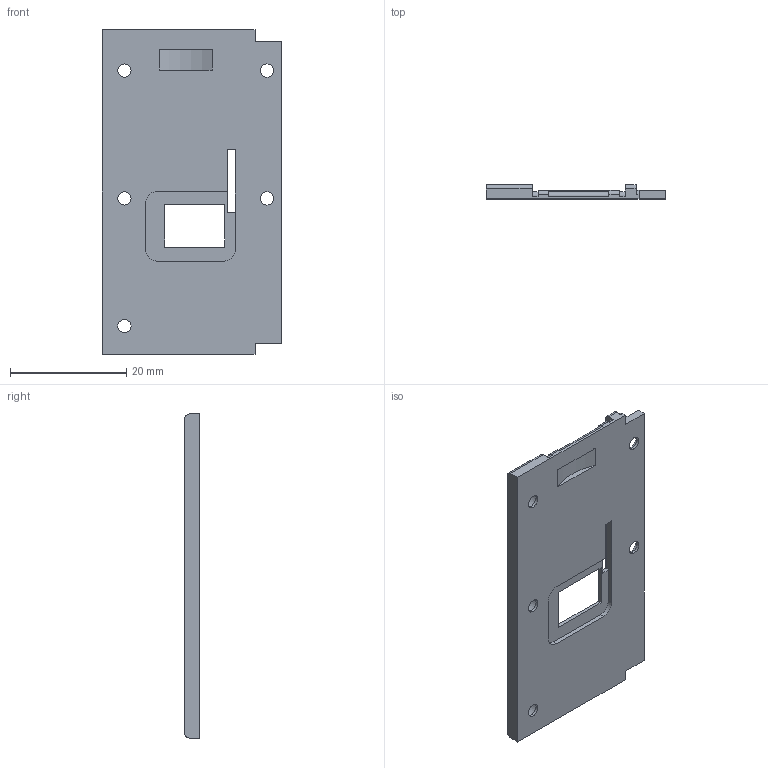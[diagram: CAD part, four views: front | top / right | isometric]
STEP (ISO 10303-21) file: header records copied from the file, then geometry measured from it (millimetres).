
FILE_DESCRIPTION(/* description */ (''),/* implementation_level */ '2;1');
FILE_NAME(/* name */ 'Gate original v4.step',/* time_stamp */ '2024-05-17T11:54:43+02:00',/* author */ (''),/* organization */ (''),/* preprocessor_version */ 'ST-DEVELOPER v20',/* originating_system */ 'Autodesk Translation Framework v13.14.0.145',/* authorisation */ '');
FILE_SCHEMA (('AUTOMOTIVE_DESIGN { 1 0 10303 214 3 1 1 }'));
Length unit declared in the file: millimetre
Products named in the file (1): Gate original
Bounding box: 30.9 x 2.45 x 55.8 mm (x, y, z)
Volume: 2484.6 mm3; surface area: 3938.1 mm2
Topology: 1 solids, 1 shells, 82 faces, 221 edges, 146 vertices
Faces by surface type: plane 54, cylinder 28
Full cylindrical faces by diameter (mm): 2.3 x5, 4.1 x5
Entity records: 2632 total; most frequent: CARTESIAN_POINT 450, DIRECTION 445, ORIENTED_EDGE 442, EDGE_CURVE 221, LINE 163, VECTOR 163, VERTEX_POINT 146, AXIS2_PLACEMENT_3D 141
